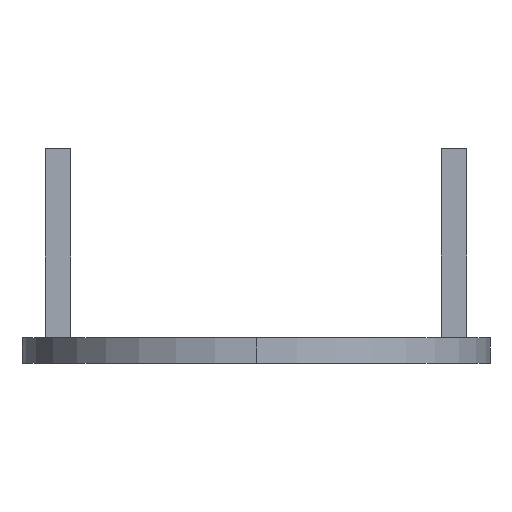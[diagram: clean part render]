
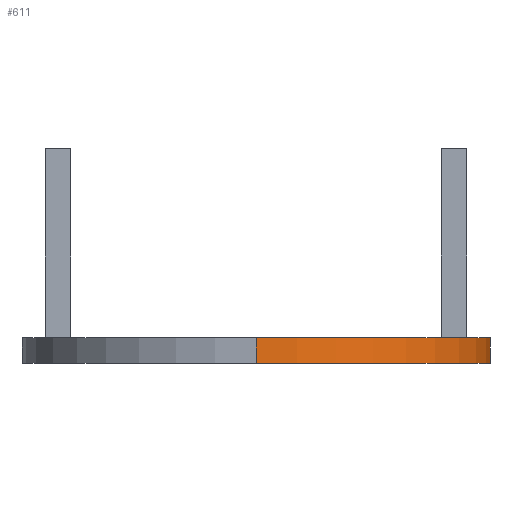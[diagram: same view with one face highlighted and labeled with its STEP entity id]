
A CAD part, left-side view. The second image highlights one B-rep face of the part: STEP entity #611.
In plain terms, the highlighted cylindrical face has radius 50 mm (diameter 100 mm), a partial arc.
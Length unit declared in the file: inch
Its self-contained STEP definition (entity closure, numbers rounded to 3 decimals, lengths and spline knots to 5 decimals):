
#611 = ADVANCED_FACE ( 'NONE', ( #2720 ), #926, .T. ) ;
#720 = VERTEX_POINT ( 'NONE', #5263 ) ;
#926 = CYLINDRICAL_SURFACE ( 'NONE', #4782, 1.9685 ) ;
#972 = VECTOR ( 'NONE', #1328, 39.37008 ) ;
#1328 = DIRECTION ( 'NONE',  ( 0., 0., -1. ) ) ;
#1367 = CARTESIAN_POINT ( 'NONE',  ( -0.82531, 0., 0.2126 ) ) ;
#1638 = ORIENTED_EDGE ( 'NONE', *, *, #4271, .T. ) ;
#1703 = EDGE_LOOP ( 'NONE', ( #1827, #3679, #1638, #5828 ) ) ;
#1827 = ORIENTED_EDGE ( 'NONE', *, *, #5176, .F. ) ;
#1828 = CARTESIAN_POINT ( 'NONE',  ( -0.82531, -1.9685, 0. ) ) ;
#2093 = VERTEX_POINT ( 'NONE', #2204 ) ;
#2196 = EDGE_CURVE ( 'NONE', #720, #2600, #2335, .T. ) ;
#2204 = CARTESIAN_POINT ( 'NONE',  ( -2.79381, 0., 0. ) ) ;
#2227 = AXIS2_PLACEMENT_3D ( 'NONE', #5774, #5743, #3310 ) ;
#2335 = LINE ( 'NONE', #4250, #972 ) ;
#2381 = CARTESIAN_POINT ( 'NONE',  ( -0.82531, 0., 0. ) ) ;
#2600 = VERTEX_POINT ( 'NONE', #1828 ) ;
#2720 = FACE_OUTER_BOUND ( 'NONE', #1703, .T. ) ;
#2847 = DIRECTION ( 'NONE',  ( -1., 0., 0. ) ) ;
#2879 = CARTESIAN_POINT ( 'NONE',  ( -2.79381, 0., 0.2126 ) ) ;
#2915 = DIRECTION ( 'NONE',  ( 0., 0., 1. ) ) ;
#3192 = DIRECTION ( 'NONE',  ( 0., 0., -1. ) ) ;
#3310 = DIRECTION ( 'NONE',  ( 1., 0., 0. ) ) ;
#3679 = ORIENTED_EDGE ( 'NONE', *, *, #4099, .T. ) ;
#4099 = EDGE_CURVE ( 'NONE', #4715, #2093, #4172, .T. ) ;
#4172 = LINE ( 'NONE', #6079, #5702 ) ;
#4250 = CARTESIAN_POINT ( 'NONE',  ( -0.82531, -1.9685, 0.2126 ) ) ;
#4271 = EDGE_CURVE ( 'NONE', #2093, #2600, #4683, .T. ) ;
#4683 = CIRCLE ( 'NONE', #5598, 1.9685 ) ;
#4715 = VERTEX_POINT ( 'NONE', #2879 ) ;
#4782 = AXIS2_PLACEMENT_3D ( 'NONE', #1367, #3192, #2847 ) ;
#4934 = CIRCLE ( 'NONE', #2227, 1.9685 ) ;
#5176 = EDGE_CURVE ( 'NONE', #4715, #720, #4934, .T. ) ;
#5263 = CARTESIAN_POINT ( 'NONE',  ( -0.82531, -1.9685, 0.2126 ) ) ;
#5365 = DIRECTION ( 'NONE',  ( 1., 0., 0. ) ) ;
#5598 = AXIS2_PLACEMENT_3D ( 'NONE', #2381, #2915, #5365 ) ;
#5698 = DIRECTION ( 'NONE',  ( 0., 0., -1. ) ) ;
#5702 = VECTOR ( 'NONE', #5698, 39.37008 ) ;
#5743 = DIRECTION ( 'NONE',  ( 0., 0., 1. ) ) ;
#5774 = CARTESIAN_POINT ( 'NONE',  ( -0.82531, 0., 0.2126 ) ) ;
#5828 = ORIENTED_EDGE ( 'NONE', *, *, #2196, .F. ) ;
#6079 = CARTESIAN_POINT ( 'NONE',  ( -2.79381, 0., 0.2126 ) ) ;
